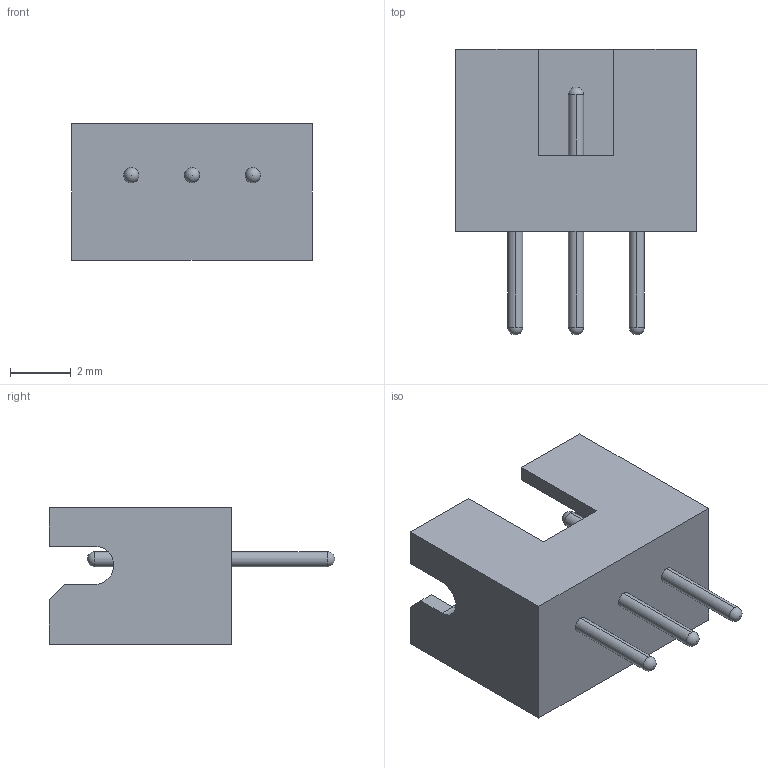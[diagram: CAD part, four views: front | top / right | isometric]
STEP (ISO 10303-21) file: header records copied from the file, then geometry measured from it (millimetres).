
FILE_DESCRIPTION (( 'STEP AP214' ), '1' );
FILE_NAME ('User Library-B3B-PH-K-S(LF)(SN).STEP', '2020-07-12T02:50:23', ( '' ), ( '' ), 'SwSTEP 2.0', 'SolidWorks 2020', '' );
FILE_SCHEMA (( 'AUTOMOTIVE_DESIGN' ));
Length unit declared in the file: millimetre
Products named in the file (1): User Library-B3B-PH-K-S(LF)(SN)
Bounding box: 7.9 x 9.4 x 4.5 mm (x, y, z)
Volume: 77.9 mm3; surface area: 348.1 mm2
Topology: 1 solids, 1 shells, 42 faces, 120 edges, 80 vertices
Faces by surface type: plane 22, cylinder 14, sphere 6
Entity records: 1466 total; most frequent: DIRECTION 216, CARTESIAN_POINT 213, ORIENTED_EDGE 204, EDGE_CURVE 102, LINE 74, VECTOR 74, AXIS2_PLACEMENT_3D 71, VERTEX_POINT 68
